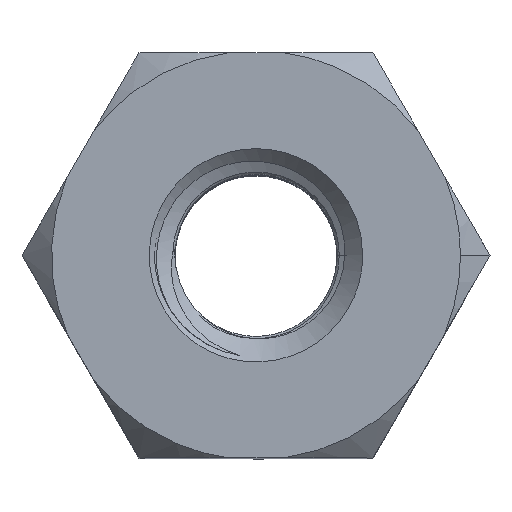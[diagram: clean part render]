
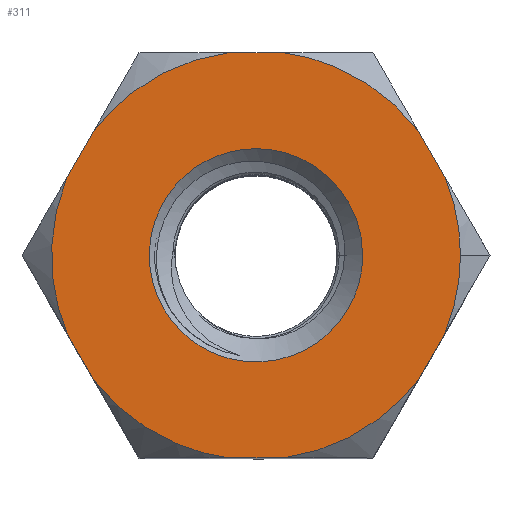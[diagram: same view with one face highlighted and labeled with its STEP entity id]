
A CAD part, top view. The second image highlights one B-rep face of the part: STEP entity #311.
In plain terms, the highlighted free-form (B-spline) face has degree [1, 1] with [2, 2] control points.
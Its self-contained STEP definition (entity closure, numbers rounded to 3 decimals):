
#67 = VERTEX_POINT('',#68);
#68 = CARTESIAN_POINT('',(10.349,7.99,20.458
    ));
#74 = EDGE_CURVE('',#75,#67,#77,.T.);
#75 = VERTEX_POINT('',#76);
#76 = CARTESIAN_POINT('',(12.093,4.967,20.458
    ));
#77 = B_SPLINE_CURVE_WITH_KNOTS('',1,(#78,#79),.UNSPECIFIED.,.F.,.F.,(2,
    2),(4.205,6.764),.PIECEWISE_BEZIER_KNOTS.);
#78 = CARTESIAN_POINT('',(12.093,4.967,20.458
    ));
#79 = CARTESIAN_POINT('',(10.349,7.99,20.458
    ));
#202 = VERTEX_POINT('',#203);
#203 = CARTESIAN_POINT('',(-1.745,12.957,
    20.458));
#209 = EDGE_CURVE('',#210,#202,#212,.T.);
#210 = VERTEX_POINT('',#211);
#211 = CARTESIAN_POINT('',(1.745,12.957,
    20.458));
#212 = B_SPLINE_CURVE_WITH_KNOTS('',1,(#213,#214),.UNSPECIFIED.,.F.,.F.,
  (2,2),(4.205,6.764),.PIECEWISE_BEZIER_KNOTS.);
#213 = CARTESIAN_POINT('',(1.745,12.957,
    20.458));
#214 = CARTESIAN_POINT('',(-1.745,12.957,
    20.458));
#256 = VERTEX_POINT('',#257);
#257 = CARTESIAN_POINT('',(12.093,-4.967,
    20.458));
#263 = EDGE_CURVE('',#264,#256,#266,.T.);
#264 = VERTEX_POINT('',#265);
#265 = CARTESIAN_POINT('',(10.349,-7.99,
    20.458));
#266 = B_SPLINE_CURVE_WITH_KNOTS('',1,(#267,#268),.UNSPECIFIED.,.F.,.F.,
  (2,2),(4.205,6.764),.PIECEWISE_BEZIER_KNOTS.);
#267 = CARTESIAN_POINT('',(10.349,-7.99,
    20.458));
#268 = CARTESIAN_POINT('',(12.093,-4.967,
    20.458));
#292 = VERTEX_POINT('',#293);
#293 = CARTESIAN_POINT('',(13.074,0.,20.458));
#299 = EDGE_CURVE('',#292,#75,#300,.T.);
#300 = ( BOUNDED_CURVE() B_SPLINE_CURVE(2,(#301,#302,#303),
.UNSPECIFIED.,.F.,.F.) B_SPLINE_CURVE_WITH_KNOTS((3,3),(0.,
0.39),.PIECEWISE_BEZIER_KNOTS.) CURVE() 
GEOMETRIC_REPRESENTATION_ITEM() RATIONAL_B_SPLINE_CURVE((1.,
0.981,1.)) REPRESENTATION_ITEM('') );
#301 = CARTESIAN_POINT('',(13.074,0.,
    20.458));
#302 = CARTESIAN_POINT('',(13.074,2.58,
    20.458));
#303 = CARTESIAN_POINT('',(12.093,4.967,
    20.458));
#311 = ADVANCED_FACE('',(#312,#381),#395,.T.);
#312 = FACE_BOUND('',#313,.T.);
#313 = EDGE_LOOP('',(#314,#320,#321,#329,#336,#344,#351,#359,#366,#372,
    #373,#379,#380));
#314 = ORIENTED_EDGE('',*,*,#315,.T.);
#315 = EDGE_CURVE('',#67,#210,#316,.T.);
#316 = ( BOUNDED_CURVE() B_SPLINE_CURVE(2,(#317,#318,#319),
.UNSPECIFIED.,.F.,.F.) B_SPLINE_CURVE_WITH_KNOTS((3,3),(0.657,
1.437),.PIECEWISE_BEZIER_KNOTS.) CURVE() 
GEOMETRIC_REPRESENTATION_ITEM() RATIONAL_B_SPLINE_CURVE((1.,
0.925,1.)) REPRESENTATION_ITEM('') );
#317 = CARTESIAN_POINT('',(10.349,7.99,
    20.458));
#318 = CARTESIAN_POINT('',(7.067,12.24,
    20.458));
#319 = CARTESIAN_POINT('',(1.745,12.957,
    20.458));
#320 = ORIENTED_EDGE('',*,*,#209,.T.);
#321 = ORIENTED_EDGE('',*,*,#322,.T.);
#322 = EDGE_CURVE('',#202,#323,#325,.T.);
#323 = VERTEX_POINT('',#324);
#324 = CARTESIAN_POINT('',(-10.349,7.99,
    20.458));
#325 = ( BOUNDED_CURVE() B_SPLINE_CURVE(2,(#326,#327,#328),
.UNSPECIFIED.,.F.,.F.) B_SPLINE_CURVE_WITH_KNOTS((3,3),(1.705,
2.484),.PIECEWISE_BEZIER_KNOTS.) CURVE() 
GEOMETRIC_REPRESENTATION_ITEM() RATIONAL_B_SPLINE_CURVE((1.,
0.925,1.)) REPRESENTATION_ITEM('') );
#326 = CARTESIAN_POINT('',(-1.745,12.957,
    20.458));
#327 = CARTESIAN_POINT('',(-7.067,12.24,
    20.458));
#328 = CARTESIAN_POINT('',(-10.349,7.99,
    20.458));
#329 = ORIENTED_EDGE('',*,*,#330,.T.);
#330 = EDGE_CURVE('',#323,#331,#333,.T.);
#331 = VERTEX_POINT('',#332);
#332 = CARTESIAN_POINT('',(-12.093,4.967,
    20.458));
#333 = B_SPLINE_CURVE_WITH_KNOTS('',1,(#334,#335),.UNSPECIFIED.,.F.,.F.,
  (2,2),(4.205,6.764),.PIECEWISE_BEZIER_KNOTS.);
#334 = CARTESIAN_POINT('',(-10.349,7.99,
    20.458));
#335 = CARTESIAN_POINT('',(-12.093,4.967,
    20.458));
#336 = ORIENTED_EDGE('',*,*,#337,.T.);
#337 = EDGE_CURVE('',#331,#338,#340,.T.);
#338 = VERTEX_POINT('',#339);
#339 = CARTESIAN_POINT('',(-12.093,-4.967,
    20.458));
#340 = ( BOUNDED_CURVE() B_SPLINE_CURVE(2,(#341,#342,#343),
.UNSPECIFIED.,.F.,.F.) B_SPLINE_CURVE_WITH_KNOTS((3,3),(2.752,
3.531),.PIECEWISE_BEZIER_KNOTS.) CURVE() 
GEOMETRIC_REPRESENTATION_ITEM() RATIONAL_B_SPLINE_CURVE((1.,
0.925,1.)) REPRESENTATION_ITEM('') );
#341 = CARTESIAN_POINT('',(-12.093,4.967,
    20.458));
#342 = CARTESIAN_POINT('',(-14.134,0.,
    20.458));
#343 = CARTESIAN_POINT('',(-12.093,-4.967,
    20.458));
#344 = ORIENTED_EDGE('',*,*,#345,.T.);
#345 = EDGE_CURVE('',#338,#346,#348,.T.);
#346 = VERTEX_POINT('',#347);
#347 = CARTESIAN_POINT('',(-10.349,-7.99,
    20.458));
#348 = B_SPLINE_CURVE_WITH_KNOTS('',1,(#349,#350),.UNSPECIFIED.,.F.,.F.,
  (2,2),(4.205,6.764),.PIECEWISE_BEZIER_KNOTS.);
#349 = CARTESIAN_POINT('',(-12.093,-4.967,
    20.458));
#350 = CARTESIAN_POINT('',(-10.349,-7.99,
    20.458));
#351 = ORIENTED_EDGE('',*,*,#352,.T.);
#352 = EDGE_CURVE('',#346,#353,#355,.T.);
#353 = VERTEX_POINT('',#354);
#354 = CARTESIAN_POINT('',(-1.745,-12.957,
    20.458));
#355 = ( BOUNDED_CURVE() B_SPLINE_CURVE(2,(#356,#357,#358),
.UNSPECIFIED.,.F.,.F.) B_SPLINE_CURVE_WITH_KNOTS((3,3),(3.799,
4.579),.PIECEWISE_BEZIER_KNOTS.) CURVE() 
GEOMETRIC_REPRESENTATION_ITEM() RATIONAL_B_SPLINE_CURVE((1.,
0.925,1.)) REPRESENTATION_ITEM('') );
#356 = CARTESIAN_POINT('',(-10.349,-7.99,
    20.458));
#357 = CARTESIAN_POINT('',(-7.067,-12.24,
    20.458));
#358 = CARTESIAN_POINT('',(-1.745,-12.957,
    20.458));
#359 = ORIENTED_EDGE('',*,*,#360,.T.);
#360 = EDGE_CURVE('',#353,#361,#363,.T.);
#361 = VERTEX_POINT('',#362);
#362 = CARTESIAN_POINT('',(1.745,-12.957,
    20.458));
#363 = B_SPLINE_CURVE_WITH_KNOTS('',1,(#364,#365),.UNSPECIFIED.,.F.,.F.,
  (2,2),(4.205,6.764),.PIECEWISE_BEZIER_KNOTS.);
#364 = CARTESIAN_POINT('',(-1.745,-12.957,
    20.458));
#365 = CARTESIAN_POINT('',(1.745,-12.957,
    20.458));
#366 = ORIENTED_EDGE('',*,*,#367,.T.);
#367 = EDGE_CURVE('',#361,#264,#368,.T.);
#368 = ( BOUNDED_CURVE() B_SPLINE_CURVE(2,(#369,#370,#371),
.UNSPECIFIED.,.F.,.F.) B_SPLINE_CURVE_WITH_KNOTS((3,3),(4.846,
5.626),.PIECEWISE_BEZIER_KNOTS.) CURVE() 
GEOMETRIC_REPRESENTATION_ITEM() RATIONAL_B_SPLINE_CURVE((1.,
0.925,1.)) REPRESENTATION_ITEM('') );
#369 = CARTESIAN_POINT('',(1.745,-12.957,
    20.458));
#370 = CARTESIAN_POINT('',(7.067,-12.24,
    20.458));
#371 = CARTESIAN_POINT('',(10.349,-7.99,
    20.458));
#372 = ORIENTED_EDGE('',*,*,#263,.T.);
#373 = ORIENTED_EDGE('',*,*,#374,.T.);
#374 = EDGE_CURVE('',#256,#292,#375,.T.);
#375 = ( BOUNDED_CURVE() B_SPLINE_CURVE(2,(#376,#377,#378),
.UNSPECIFIED.,.F.,.F.) B_SPLINE_CURVE_WITH_KNOTS((3,3),(5.893,
6.283),.PIECEWISE_BEZIER_KNOTS.) CURVE() 
GEOMETRIC_REPRESENTATION_ITEM() RATIONAL_B_SPLINE_CURVE((1.,
0.981,1.)) REPRESENTATION_ITEM('') );
#376 = CARTESIAN_POINT('',(12.093,-4.967,
    20.458));
#377 = CARTESIAN_POINT('',(13.074,-2.58,
    20.458));
#378 = CARTESIAN_POINT('',(13.074,0.,
    20.458));
#379 = ORIENTED_EDGE('',*,*,#299,.T.);
#380 = ORIENTED_EDGE('',*,*,#74,.T.);
#381 = FACE_BOUND('',#382,.T.);
#382 = EDGE_LOOP('',(#383));
#383 = ORIENTED_EDGE('',*,*,#384,.F.);
#384 = EDGE_CURVE('',#385,#385,#387,.T.);
#385 = VERTEX_POINT('',#386);
#386 = CARTESIAN_POINT('',(6.819,0.,
    20.458));
#387 = ( BOUNDED_CURVE() B_SPLINE_CURVE(2,(#388,#389,#390,#391,#392,#393
,#394),.UNSPECIFIED.,.T.,.F.) B_SPLINE_CURVE_WITH_KNOTS((1,2,2,2,2,1),(
    -2.094,0.,2.094,4.189,6.283,
8.378),.UNSPECIFIED.) CURVE() GEOMETRIC_REPRESENTATION_ITEM() 
RATIONAL_B_SPLINE_CURVE((1.,0.5,1.,0.5,1.,0.5,1.)) REPRESENTATION_ITEM(
  '') );
#388 = CARTESIAN_POINT('',(6.819,0.,20.458));
#389 = CARTESIAN_POINT('',(6.819,11.812,
    20.458));
#390 = CARTESIAN_POINT('',(-3.41,5.906,
    20.458));
#391 = CARTESIAN_POINT('',(-13.639,0.,
    20.458));
#392 = CARTESIAN_POINT('',(-3.41,-5.906,
    20.458));
#393 = CARTESIAN_POINT('',(6.819,-11.812,
    20.458));
#394 = CARTESIAN_POINT('',(6.819,0.,20.458));
#395 = B_SPLINE_SURFACE_WITH_KNOTS('',1,1,(
    (#396,#397)
    ,(#398,#399
    )),.UNSPECIFIED.,.F.,.F.,.F.,(2,2),(2,2),(-9.586,
    9.586),(-9.5,9.5),.PIECEWISE_BEZIER_KNOTS.);
#396 = CARTESIAN_POINT('',(-13.074,-12.957,
    20.458));
#397 = CARTESIAN_POINT('',(-13.074,12.957,
    20.458));
#398 = CARTESIAN_POINT('',(13.074,-12.957,
    20.458));
#399 = CARTESIAN_POINT('',(13.074,12.957,
    20.458));
